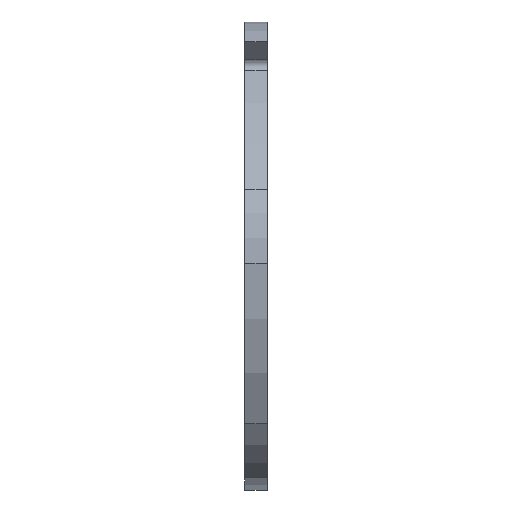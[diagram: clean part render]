
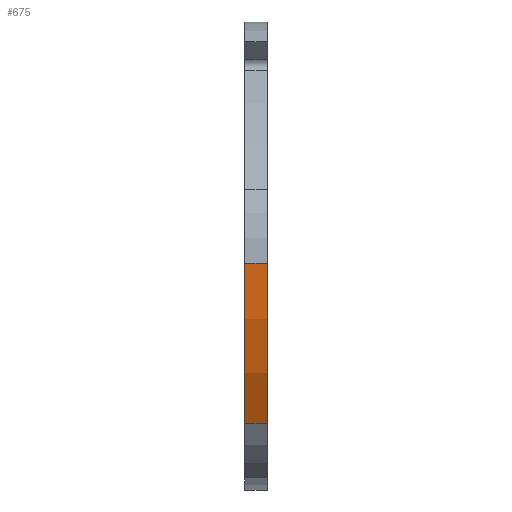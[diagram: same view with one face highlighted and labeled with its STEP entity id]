
A CAD part, front view. The second image highlights one B-rep face of the part: STEP entity #675.
In plain terms, the highlighted cylindrical face has radius 90 mm (diameter 180 mm), a partial arc.
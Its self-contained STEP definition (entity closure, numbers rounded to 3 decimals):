
#172 = CARTESIAN_POINT ( 'NONE',  ( 3., 31., -0.125 ) ) ;
#227 = DIRECTION ( 'NONE',  ( -1., 0., 0. ) ) ;
#467 = CARTESIAN_POINT ( 'NONE',  ( -3., 31., -0.125 ) ) ;
#491 = VECTOR ( 'NONE', #227, 1000. ) ;
#497 = VERTEX_POINT ( 'NONE', #1426 ) ;
#546 = CARTESIAN_POINT ( 'NONE',  ( -3., -46.848, -45.288 ) ) ;
#675 = ADVANCED_FACE ( 'NONE', ( #1936 ), #1718, .T. ) ;
#700 = DIRECTION ( 'NONE',  ( 1., 0., 0. ) ) ;
#719 = DIRECTION ( 'NONE',  ( 1., 0., 0. ) ) ;
#753 = VECTOR ( 'NONE', #719, 1000. ) ;
#810 = VERTEX_POINT ( 'NONE', #1244 ) ;
#839 = VERTEX_POINT ( 'NONE', #1388 ) ;
#866 = CARTESIAN_POINT ( 'NONE',  ( -3., -46.848, -45.288 ) ) ;
#876 = CARTESIAN_POINT ( 'NONE',  ( -3., 31., -0.125 ) ) ;
#901 = LINE ( 'NONE', #1880, #491 ) ;
#914 = ORIENTED_EDGE ( 'NONE', *, *, #1481, .F. ) ;
#964 = CIRCLE ( 'NONE', #1786, 90. ) ;
#1042 = LINE ( 'NONE', #866, #753 ) ;
#1047 = EDGE_CURVE ( 'NONE', #1599, #839, #1042, .T. ) ;
#1081 = AXIS2_PLACEMENT_3D ( 'NONE', #467, #1199, #1204 ) ;
#1175 = CIRCLE ( 'NONE', #1514, 90. ) ;
#1199 = DIRECTION ( 'NONE',  ( 1., 0., 0. ) ) ;
#1204 = DIRECTION ( 'NONE',  ( 0., 0., -1. ) ) ;
#1235 = DIRECTION ( 'NONE',  ( 1., 0., 0. ) ) ;
#1244 = CARTESIAN_POINT ( 'NONE',  ( 3., -58.983, -1.897 ) ) ;
#1251 = DIRECTION ( 'NONE',  ( 0., 0.866, -0.5 ) ) ;
#1377 = ORIENTED_EDGE ( 'NONE', *, *, #1783, .T. ) ;
#1388 = CARTESIAN_POINT ( 'NONE',  ( 3., -46.848, -45.288 ) ) ;
#1406 = ORIENTED_EDGE ( 'NONE', *, *, #1047, .T. ) ;
#1426 = CARTESIAN_POINT ( 'NONE',  ( -3., -58.983, -1.897 ) ) ;
#1474 = DIRECTION ( 'NONE',  ( 0., 0.866, -0.5 ) ) ;
#1481 = EDGE_CURVE ( 'NONE', #810, #839, #1175, .T. ) ;
#1514 = AXIS2_PLACEMENT_3D ( 'NONE', #172, #1235, #1251 ) ;
#1580 = EDGE_CURVE ( 'NONE', #810, #497, #901, .T. ) ;
#1599 = VERTEX_POINT ( 'NONE', #546 ) ;
#1718 = CYLINDRICAL_SURFACE ( 'NONE', #1081, 90. ) ;
#1783 = EDGE_CURVE ( 'NONE', #497, #1599, #964, .T. ) ;
#1786 = AXIS2_PLACEMENT_3D ( 'NONE', #876, #700, #1474 ) ;
#1864 = EDGE_LOOP ( 'NONE', ( #914, #1924, #1377, #1406 ) ) ;
#1880 = CARTESIAN_POINT ( 'NONE',  ( 0., -58.983, -1.897 ) ) ;
#1924 = ORIENTED_EDGE ( 'NONE', *, *, #1580, .T. ) ;
#1936 = FACE_OUTER_BOUND ( 'NONE', #1864, .T. ) ;
